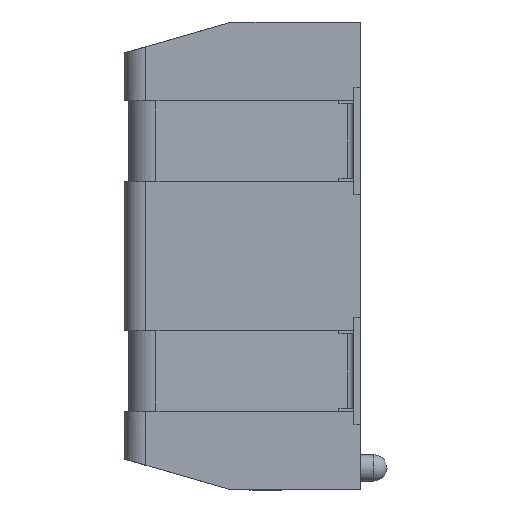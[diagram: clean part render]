
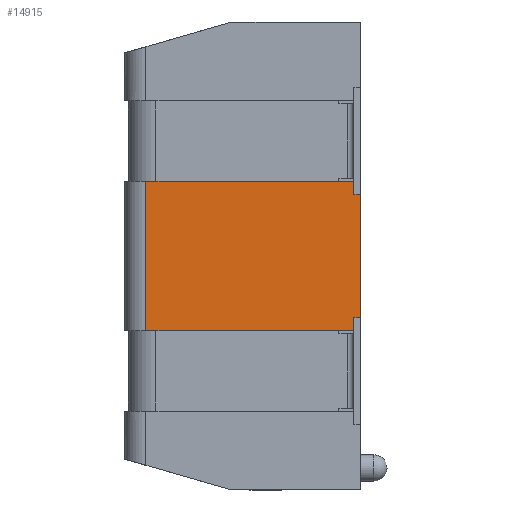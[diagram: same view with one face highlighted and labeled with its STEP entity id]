
A CAD part, left-side view. The second image highlights one B-rep face of the part: STEP entity #14915.
In plain terms, the highlighted planar face has unit normal (-1, 0.018, 0).
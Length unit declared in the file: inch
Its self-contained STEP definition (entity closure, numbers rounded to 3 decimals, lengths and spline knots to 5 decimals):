
#1706 = EDGE_CURVE ( 'NONE', #1731, #1727, #19435, .T. ) ;
#1727 = VERTEX_POINT ( 'NONE', #19502 ) ;
#1731 = VERTEX_POINT ( 'NONE', #19555 ) ;
#14438 = VERTEX_POINT ( 'NONE', #18477 ) ;
#14441 = EDGE_CURVE ( 'NONE', #1727, #14438, #18476, .T. ) ;
#14909 = EDGE_CURVE ( 'NONE', #14912, #1731, #18950, .T. ) ;
#14912 = VERTEX_POINT ( 'NONE', #18946 ) ;
#14915 = ADVANCED_FACE ( 'NONE', ( #19011 ), #19010, .T. ) ;
#14919 = EDGE_LOOP ( 'NONE', ( #14920, #14924, #14928, #14932 ) ) ;
#14920 = ORIENTED_EDGE ( 'NONE', *, *, #14441, .T. ) ;
#14924 = ORIENTED_EDGE ( 'NONE', *, *, #14925, .F. ) ;
#14925 = EDGE_CURVE ( 'NONE', #14912, #14438, #19008, .T. ) ;
#14928 = ORIENTED_EDGE ( 'NONE', *, *, #14909, .T. ) ;
#14932 = ORIENTED_EDGE ( 'NONE', *, *, #1706, .T. ) ;
#18473 = DIRECTION ( 'NONE',  ( -0.017, -1., 0. ) ) ;
#18474 = VECTOR ( 'NONE', #18473, 39.37008 ) ;
#18475 = CARTESIAN_POINT ( 'NONE',  ( -1.05662, 0.44, -0.355 ) ) ;
#18476 = LINE ( 'NONE', #18475, #18474 ) ;
#18477 = CARTESIAN_POINT ( 'NONE',  ( -1.0643, 0., -0.355 ) ) ;
#18946 = CARTESIAN_POINT ( 'NONE',  ( -1.0643, 0., -0.075 ) ) ;
#18947 = DIRECTION ( 'NONE',  ( 0.017, 1., 0. ) ) ;
#18948 = VECTOR ( 'NONE', #18947, 39.37008 ) ;
#18949 = CARTESIAN_POINT ( 'NONE',  ( -1.05662, 0.44, -0.075 ) ) ;
#18950 = LINE ( 'NONE', #18949, #18948 ) ;
#19002 = DIRECTION ( 'NONE',  ( 0., 0., -1. ) ) ;
#19003 = VECTOR ( 'NONE', #19002, 39.37008 ) ;
#19004 = CARTESIAN_POINT ( 'NONE',  ( -1.0643, 0., 0.2225 ) ) ;
#19005 = DIRECTION ( 'NONE',  ( -0.017, -1., 0. ) ) ;
#19006 = DIRECTION ( 'NONE',  ( -1., 0.017, 0. ) ) ;
#19007 = CARTESIAN_POINT ( 'NONE',  ( -1.05662, 0.44, 0. ) ) ;
#19008 = LINE ( 'NONE', #19004, #19003 ) ;
#19009 = AXIS2_PLACEMENT_3D ( 'NONE', #19007, #19006, #19005 ) ;
#19010 = PLANE ( 'NONE',  #19009 ) ;
#19011 = FACE_OUTER_BOUND ( 'NONE', #14919, .T. ) ;
#19432 = DIRECTION ( 'NONE',  ( 0., 0., -1. ) ) ;
#19433 = VECTOR ( 'NONE', #19432, 39.37008 ) ;
#19434 = CARTESIAN_POINT ( 'NONE',  ( -1.05731, 0.4007, 0. ) ) ;
#19435 = LINE ( 'NONE', #19434, #19433 ) ;
#19502 = CARTESIAN_POINT ( 'NONE',  ( -1.05731, 0.4007, -0.355 ) ) ;
#19555 = CARTESIAN_POINT ( 'NONE',  ( -1.05731, 0.4007, -0.075 ) ) ;
